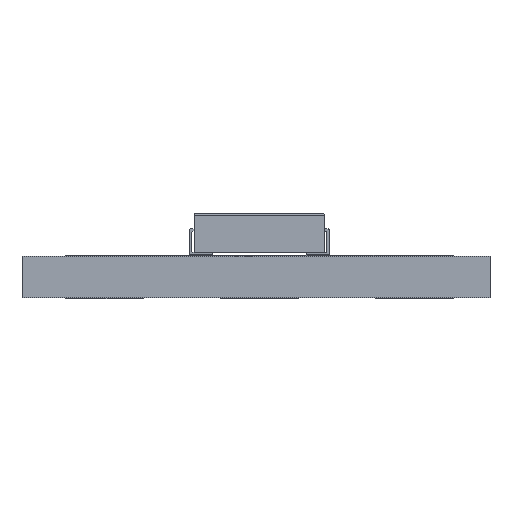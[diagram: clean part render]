
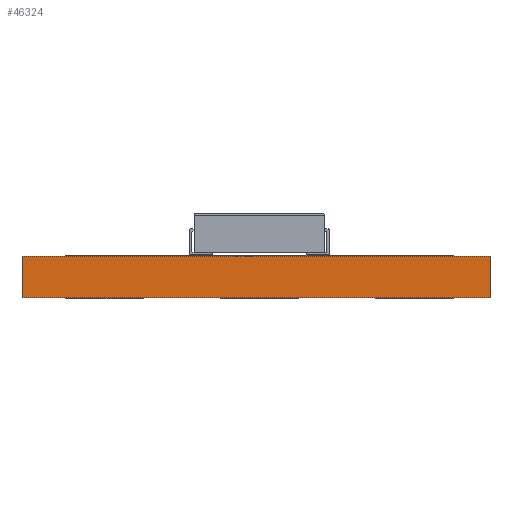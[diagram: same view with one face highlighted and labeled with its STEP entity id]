
A CAD part, front view. The second image highlights one B-rep face of the part: STEP entity #46324.
In plain terms, the highlighted planar face has unit normal (0, -1, 0).
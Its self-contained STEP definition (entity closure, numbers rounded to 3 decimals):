
#46324 = ADVANCED_FACE('',(#46325),#46359,.T.);
#46325 = FACE_BOUND('',#46326,.T.);
#46326 = EDGE_LOOP('',(#46327,#46337,#46345,#46353));
#46327 = ORIENTED_EDGE('',*,*,#46328,.T.);
#46328 = EDGE_CURVE('',#46329,#46331,#46333,.T.);
#46329 = VERTEX_POINT('',#46330);
#46330 = CARTESIAN_POINT('',(9.,-49.941,0.));
#46331 = VERTEX_POINT('',#46332);
#46332 = CARTESIAN_POINT('',(9.,-49.941,1.6));
#46333 = LINE('',#46334,#46335);
#46334 = CARTESIAN_POINT('',(9.,-49.941,0.));
#46335 = VECTOR('',#46336,1.);
#46336 = DIRECTION('',(0.,0.,1.));
#46337 = ORIENTED_EDGE('',*,*,#46338,.T.);
#46338 = EDGE_CURVE('',#46331,#46339,#46341,.T.);
#46339 = VERTEX_POINT('',#46340);
#46340 = CARTESIAN_POINT('',(-9.,-49.941,1.6));
#46341 = LINE('',#46342,#46343);
#46342 = CARTESIAN_POINT('',(9.,-49.941,1.6));
#46343 = VECTOR('',#46344,1.);
#46344 = DIRECTION('',(-1.,0.,0.));
#46345 = ORIENTED_EDGE('',*,*,#46346,.F.);
#46346 = EDGE_CURVE('',#46347,#46339,#46349,.T.);
#46347 = VERTEX_POINT('',#46348);
#46348 = CARTESIAN_POINT('',(-9.,-49.941,0.));
#46349 = LINE('',#46350,#46351);
#46350 = CARTESIAN_POINT('',(-9.,-49.941,0.));
#46351 = VECTOR('',#46352,1.);
#46352 = DIRECTION('',(0.,0.,1.));
#46353 = ORIENTED_EDGE('',*,*,#46354,.F.);
#46354 = EDGE_CURVE('',#46329,#46347,#46355,.T.);
#46355 = LINE('',#46356,#46357);
#46356 = CARTESIAN_POINT('',(9.,-49.941,0.));
#46357 = VECTOR('',#46358,1.);
#46358 = DIRECTION('',(-1.,0.,0.));
#46359 = PLANE('',#46360);
#46360 = AXIS2_PLACEMENT_3D('',#46361,#46362,#46363);
#46361 = CARTESIAN_POINT('',(9.,-49.941,0.));
#46362 = DIRECTION('',(0.,-1.,0.));
#46363 = DIRECTION('',(-1.,0.,0.));
